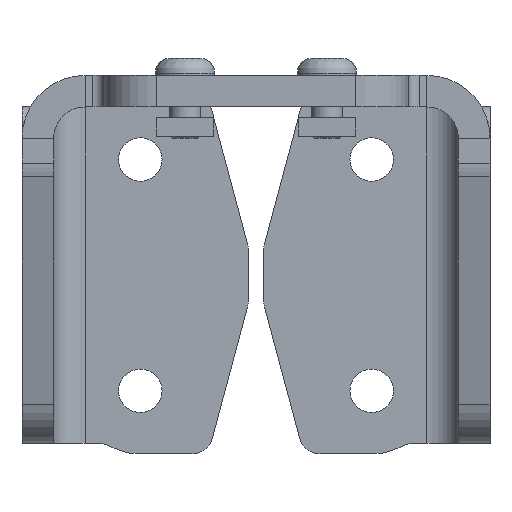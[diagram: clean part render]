
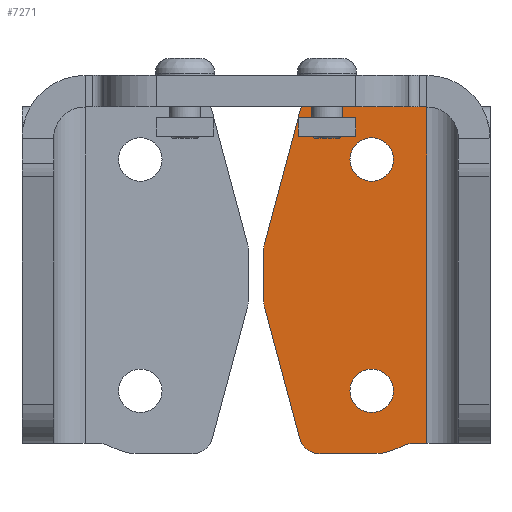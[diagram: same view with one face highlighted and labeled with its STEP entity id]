
A CAD part, front view. The second image highlights one B-rep face of the part: STEP entity #7271.
In plain terms, the highlighted planar face has unit normal (0, -1, 0).
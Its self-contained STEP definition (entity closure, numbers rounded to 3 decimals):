
#206=FACE_BOUND('',#1155,.T.);
#207=FACE_BOUND('',#1156,.T.);
#386=PLANE('',#7927);
#752=FACE_OUTER_BOUND('',#1154,.T.);
#1154=EDGE_LOOP('',(#5920,#5921,#5922,#5923,#5924,#5925,#5926,#5927,#5928,
#5929,#5930,#5931,#5932,#5933,#5934,#5935));
#1155=EDGE_LOOP('',(#5936));
#1156=EDGE_LOOP('',(#5937));
#1626=LINE('',#13001,#2178);
#1642=LINE('',#13057,#2194);
#1652=LINE('',#13085,#2204);
#1658=LINE('',#13103,#2210);
#1662=LINE('',#13111,#2214);
#1665=LINE('',#13118,#2217);
#1667=LINE('',#13122,#2219);
#1668=LINE('',#13123,#2220);
#2178=VECTOR('',#9395,10.);
#2194=VECTOR('',#9449,10.);
#2204=VECTOR('',#9479,10.);
#2210=VECTOR('',#9501,10.);
#2214=VECTOR('',#9511,10.);
#2217=VECTOR('',#9518,10.);
#2219=VECTOR('',#9522,10.);
#2220=VECTOR('',#9523,10.);
#2624=CIRCLE('',#7852,2.067);
#2633=CIRCLE('',#7864,2.067);
#2645=CIRCLE('',#7882,2.);
#2654=CIRCLE('',#7894,2.);
#2655=CIRCLE('',#7896,6.);
#2656=CIRCLE('',#7898,2.);
#2657=CIRCLE('',#7900,6.);
#2658=CIRCLE('',#7902,2.);
#2662=CIRCLE('',#7912,2.);
#2665=CIRCLE('',#7920,2.);
#3212=VERTEX_POINT('',#12909);
#3221=VERTEX_POINT('',#12933);
#3243=VERTEX_POINT('',#12988);
#3244=VERTEX_POINT('',#12989);
#3248=VERTEX_POINT('',#12999);
#3262=VERTEX_POINT('',#13031);
#3263=VERTEX_POINT('',#13033);
#3264=VERTEX_POINT('',#13037);
#3265=VERTEX_POINT('',#13041);
#3266=VERTEX_POINT('',#13042);
#3267=VERTEX_POINT('',#13047);
#3268=VERTEX_POINT('',#13051);
#3269=VERTEX_POINT('',#13052);
#3276=VERTEX_POINT('',#13079);
#3277=VERTEX_POINT('',#13083);
#3281=VERTEX_POINT('',#13099);
#3284=VERTEX_POINT('',#13117);
#3285=VERTEX_POINT('',#13121);
#4109=EDGE_CURVE('',#3212,#3212,#2624,.T.);
#4121=EDGE_CURVE('',#3221,#3221,#2633,.T.);
#4147=EDGE_CURVE('',#3243,#3244,#2645,.T.);
#4153=EDGE_CURVE('',#3243,#3248,#1626,.T.);
#4169=EDGE_CURVE('',#3262,#3263,#2654,.T.);
#4172=EDGE_CURVE('',#3264,#3262,#2655,.T.);
#4173=EDGE_CURVE('',#3265,#3266,#2656,.T.);
#4176=EDGE_CURVE('',#3266,#3267,#2657,.T.);
#4178=EDGE_CURVE('',#3268,#3269,#2658,.T.);
#4181=EDGE_CURVE('',#3267,#3268,#1642,.T.);
#4193=EDGE_CURVE('',#3276,#3248,#2662,.T.);
#4195=EDGE_CURVE('',#3276,#3277,#1652,.T.);
#4202=EDGE_CURVE('',#3281,#3277,#2665,.T.);
#4204=EDGE_CURVE('',#3244,#3264,#1658,.T.);
#4208=EDGE_CURVE('',#3281,#3269,#1662,.T.);
#4211=EDGE_CURVE('',#3284,#3263,#1665,.T.);
#4213=EDGE_CURVE('',#3285,#3265,#1667,.T.);
#4214=EDGE_CURVE('',#3285,#3284,#1668,.T.);
#5920=ORIENTED_EDGE('',*,*,#4147,.F.);
#5921=ORIENTED_EDGE('',*,*,#4153,.T.);
#5922=ORIENTED_EDGE('',*,*,#4193,.F.);
#5923=ORIENTED_EDGE('',*,*,#4195,.T.);
#5924=ORIENTED_EDGE('',*,*,#4202,.F.);
#5925=ORIENTED_EDGE('',*,*,#4208,.T.);
#5926=ORIENTED_EDGE('',*,*,#4178,.F.);
#5927=ORIENTED_EDGE('',*,*,#4181,.F.);
#5928=ORIENTED_EDGE('',*,*,#4176,.F.);
#5929=ORIENTED_EDGE('',*,*,#4173,.F.);
#5930=ORIENTED_EDGE('',*,*,#4213,.F.);
#5931=ORIENTED_EDGE('',*,*,#4214,.T.);
#5932=ORIENTED_EDGE('',*,*,#4211,.T.);
#5933=ORIENTED_EDGE('',*,*,#4169,.F.);
#5934=ORIENTED_EDGE('',*,*,#4172,.F.);
#5935=ORIENTED_EDGE('',*,*,#4204,.F.);
#5936=ORIENTED_EDGE('',*,*,#4109,.T.);
#5937=ORIENTED_EDGE('',*,*,#4121,.T.);
#7271=ADVANCED_FACE('',(#752,#206,#207),#386,.T.);
#7852=AXIS2_PLACEMENT_3D('',#12911,#9308,#9309);
#7864=AXIS2_PLACEMENT_3D('',#12935,#9335,#9336);
#7882=AXIS2_PLACEMENT_3D('',#12990,#9385,#9386);
#7894=AXIS2_PLACEMENT_3D('',#13034,#9422,#9423);
#7896=AXIS2_PLACEMENT_3D('',#13039,#9428,#9429);
#7898=AXIS2_PLACEMENT_3D('',#13043,#9432,#9433);
#7900=AXIS2_PLACEMENT_3D('',#13048,#9438,#9439);
#7902=AXIS2_PLACEMENT_3D('',#13053,#9443,#9444);
#7912=AXIS2_PLACEMENT_3D('',#13081,#9474,#9475);
#7920=AXIS2_PLACEMENT_3D('',#13100,#9496,#9497);
#7927=AXIS2_PLACEMENT_3D('',#13120,#9520,#9521);
#9308=DIRECTION('center_axis',(0.,1.,0.));
#9309=DIRECTION('ref_axis',(-1.,0.,0.));
#9335=DIRECTION('center_axis',(0.,1.,0.));
#9336=DIRECTION('ref_axis',(-1.,0.,0.));
#9385=DIRECTION('center_axis',(0.,1.,0.));
#9386=DIRECTION('ref_axis',(-0.609,0.,0.793));
#9395=DIRECTION('',(-0.259,0.,-0.966));
#9422=DIRECTION('center_axis',(0.,-1.,0.));
#9423=DIRECTION('ref_axis',(-0.25,0.,-0.968));
#9428=DIRECTION('center_axis',(0.,1.,0.));
#9429=DIRECTION('ref_axis',(0.,0.,1.));
#9432=DIRECTION('center_axis',(0.,-1.,0.));
#9433=DIRECTION('ref_axis',(-0.25,0.,0.968));
#9438=DIRECTION('center_axis',(0.,1.,0.));
#9439=DIRECTION('ref_axis',(0.553,0.,-0.833));
#9443=DIRECTION('center_axis',(0.,1.,0.));
#9444=DIRECTION('ref_axis',(-0.609,0.,-0.793));
#9449=DIRECTION('',(-1.,0.,0.));
#9474=DIRECTION('center_axis',(0.,1.,0.));
#9475=DIRECTION('ref_axis',(-0.991,0.,0.131));
#9479=DIRECTION('',(0.,0.,-1.));
#9496=DIRECTION('center_axis',(0.,1.,0.));
#9497=DIRECTION('ref_axis',(-0.991,0.,-0.131));
#9501=DIRECTION('',(1.,0.,0.));
#9511=DIRECTION('',(0.259,0.,-0.966));
#9518=DIRECTION('',(-1.,0.,0.));
#9520=DIRECTION('center_axis',(0.,-1.,0.));
#9521=DIRECTION('ref_axis',(0.,0.,-1.));
#9522=DIRECTION('',(-1.,0.,0.));
#9523=DIRECTION('',(0.,0.,1.));
#12909=CARTESIAN_POINT('',(13.067,147.,-5.));
#12911=CARTESIAN_POINT('Origin',(11.,147.,-5.));
#12933=CARTESIAN_POINT('',(13.067,147.,-27.));
#12935=CARTESIAN_POINT('Origin',(11.,147.,-27.));
#12988=CARTESIAN_POINT('',(4.158,147.,-0.482));
#12989=CARTESIAN_POINT('',(6.09,147.,1.));
#12990=CARTESIAN_POINT('Origin',(6.09,147.,-1.));
#12999=CARTESIAN_POINT('',(0.818,147.,-12.947));
#13001=CARTESIAN_POINT('',(0.398,147.,-14.513));
#13031=CARTESIAN_POINT('',(13.905,147.,0.25));
#13033=CARTESIAN_POINT('',(14.873,147.,0.));
#13034=CARTESIAN_POINT('Origin',(14.873,147.,2.));
#13037=CARTESIAN_POINT('',(11.,147.,1.));
#13039=CARTESIAN_POINT('Origin',(11.,147.,-5.));
#13041=CARTESIAN_POINT('',(14.873,147.,-32.));
#13042=CARTESIAN_POINT('',(13.905,147.,-32.25));
#13043=CARTESIAN_POINT('Origin',(14.873,147.,-34.));
#13047=CARTESIAN_POINT('',(11.,147.,-33.));
#13048=CARTESIAN_POINT('Origin',(11.,147.,-27.));
#13051=CARTESIAN_POINT('',(6.09,147.,-33.));
#13052=CARTESIAN_POINT('',(4.158,147.,-31.518));
#13053=CARTESIAN_POINT('Origin',(6.09,147.,-31.));
#13057=CARTESIAN_POINT('',(2.278,147.,-33.));
#13079=CARTESIAN_POINT('',(0.75,147.,-13.464));
#13081=CARTESIAN_POINT('Origin',(2.75,147.,-13.464));
#13083=CARTESIAN_POINT('',(0.75,147.,-18.536));
#13085=CARTESIAN_POINT('',(0.75,147.,0.));
#13099=CARTESIAN_POINT('',(0.818,147.,-19.053));
#13100=CARTESIAN_POINT('Origin',(2.75,147.,-18.536));
#13103=CARTESIAN_POINT('',(5.5,147.,1.));
#13111=CARTESIAN_POINT('',(2.542,147.,-25.487));
#13117=CARTESIAN_POINT('',(16.25,147.,0.));
#13118=CARTESIAN_POINT('',(23.036,147.,0.));
#13120=CARTESIAN_POINT('Origin',(11.893,147.,-16.));
#13121=CARTESIAN_POINT('',(16.25,147.,-32.));
#13122=CARTESIAN_POINT('',(23.036,147.,-32.));
#13123=CARTESIAN_POINT('',(16.25,147.,-16.));
